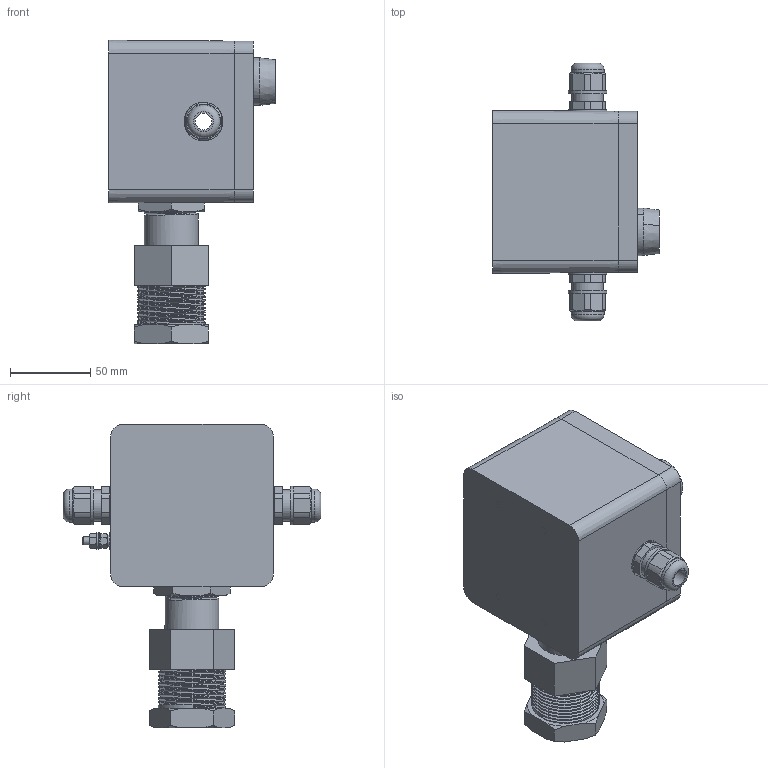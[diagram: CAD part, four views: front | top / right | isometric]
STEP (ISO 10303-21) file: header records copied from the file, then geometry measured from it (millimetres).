
FILE_DESCRIPTION(('STEP AP203'), '1');
FILE_NAME('GreyKab_s_korobkoi_íàïîëíåííàÿ-íàñòåííàÿ', '2017-07-04T12:30:05', (' '), (' '), 'ASCON STEP Converter 1.3', 'ASCON Math Kernel', '');
FILE_SCHEMA(('CONFIG_CONTROL_DESIGN'));
Length unit declared in the file: millimetre
Products named in the file (23): 352; 353; 354; 355; 356; 357; 358; ﾑﾌﾄ 344995 200 002359; 360; 361; 362; 363; 364; 365; 366; 367; 368; 369; 370; 371; 372; 373; 374
Assembly tree (41 placements, depth 2):
  352
    353
    354
    355
    356
    357
    358
    ﾑﾌﾄ 344995 200 002359  x2
    360
    361
    362
    363  x2
    364  x8
    365
    366  x4
    367
    368  x2
    369
    370  x3
    371  x2
    372  x2
    373  x2
    374  x2
Bounding box: 103.68 x 160.27 x 188.62 mm (x, y, z)
Volume: 503288 mm3; surface area: 233102.7 mm2
Topology: 42 solids, 42 shells, 1092 faces, 2801 edges, 1846 vertices
Faces by surface type: plane 651, cylinder 210, bspline 120, cone 105, sphere 4, torus 2
Full cylindrical faces by diameter (mm): 4 x4, 4.134 x3, 4.5 x4, 5 x1, 5.3 x2, 5.5 x3, 6 x6, 7 x4, 10 x8, 10.5 x2, 14 x2, 16 x6, 19.5 x2, 20.5 x3, 22 x1, 24 x6, 26 x1, 28 x1, 29 x1, 30.5 x2, 32 x2, 34 x1, 34.5 x1, 38 x1, 38.952 x1
Entity records: 30654 total; most frequent: CARTESIAN_POINT 13207, ORIENTED_EDGE 3354, DIRECTION 3024, EDGE_CURVE 1677, VERTEX_POINT 1099, AXIS2_PLACEMENT_3D 1069, LINE 886, VECTOR 886
